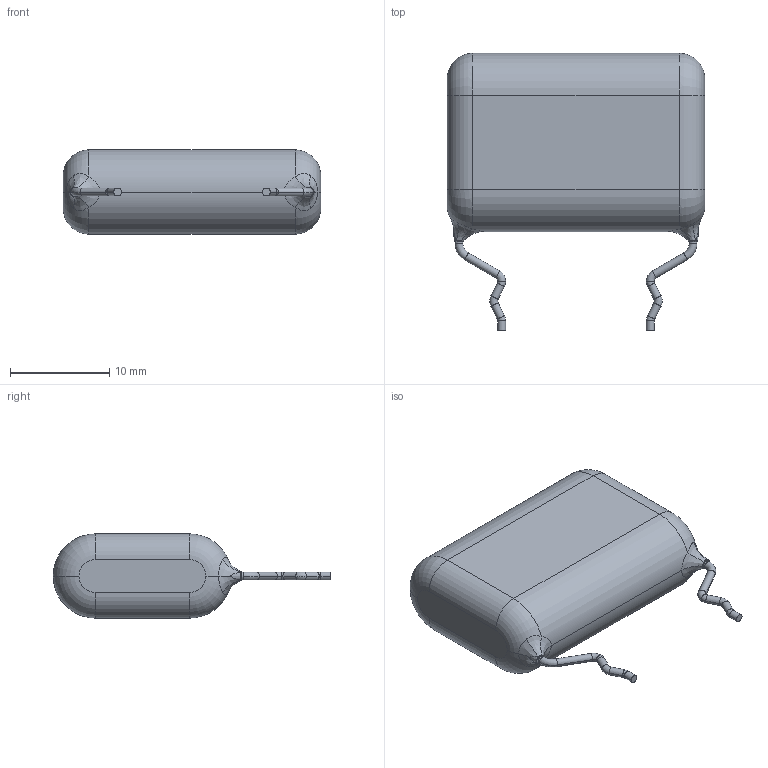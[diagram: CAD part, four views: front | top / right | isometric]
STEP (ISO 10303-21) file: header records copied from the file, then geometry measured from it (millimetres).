
FILE_DESCRIPTION (( 'STEP AP214' ), '1' );
FILE_NAME ('ECQE4105JFW.STEP', '2021-05-26T16:25:18', ( '' ), ( '' ), 'SwSTEP 2.0', 'SolidWorks 2020', '' );
FILE_SCHEMA (( 'AUTOMOTIVE_DESIGN' ));
Length unit declared in the file: millimetre
Products named in the file (1): ECQE4105JFW
Bounding box: 26 x 28 x 8.5 mm (x, y, z)
Volume: 3470.7 mm3; surface area: 1424 mm2
Topology: 3 solids, 3 shells, 84 faces, 180 edges, 102 vertices
Faces by surface type: torus 32, cylinder 28, bspline 12, plane 10, cone 2
Entity records: 2806 total; most frequent: CARTESIAN_POINT 955, DIRECTION 416, ORIENTED_EDGE 360, AXIS2_PLACEMENT_3D 191, EDGE_CURVE 180, CIRCLE 118, VERTEX_POINT 102, FACE_OUTER_BOUND 84
